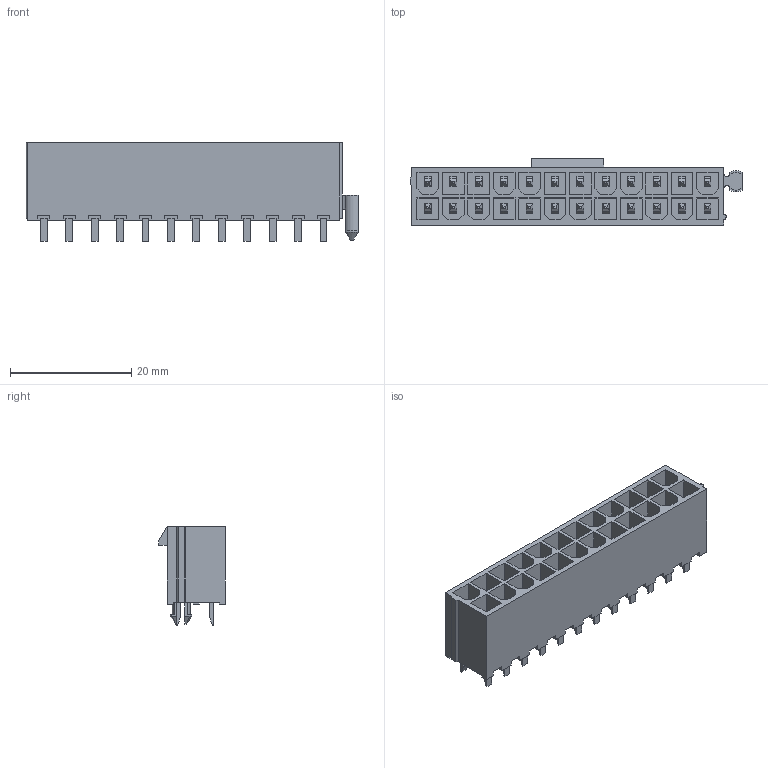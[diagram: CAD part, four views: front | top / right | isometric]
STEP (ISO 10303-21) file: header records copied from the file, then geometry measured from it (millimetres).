
FILE_DESCRIPTION((''),'2;1');
FILE_NAME('442060007','2015-08-21T',('me'),(''),'PRO/ENGINEER BY PARAMETRIC TECHNOLOGY CORPORATION, 2011490','PRO/ENGINEER BY PARAMETRIC TECHNOLOGY CORPORATION, 2011490','');
FILE_SCHEMA(('CONFIG_CONTROL_DESIGN'));
Length unit declared in the file: millimetre
Products named in the file (1): 442060007
Bounding box: 54.85 x 11 x 16.3 mm (x, y, z)
Volume: 3629.4 mm3; surface area: 6746.8 mm2
Topology: 25 solids, 25 shells, 817 faces, 2149 edges, 1481 vertices
Faces by surface type: plane 783, cylinder 32, cone 2
Entity records: 24610 total; most frequent: CARTESIAN_POINT 4626, ORIENTED_EDGE 4098, DIRECTION 3802, EDGE_CURVE 2049, VECTOR 2028, LINE 2028, VERTEX_POINT 1331, AXIS2_PLACEMENT_3D 887
